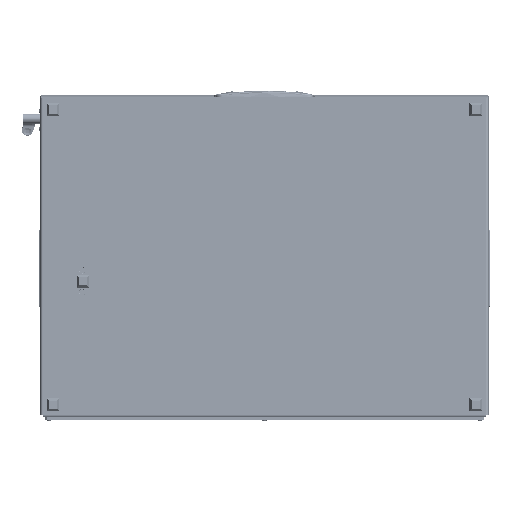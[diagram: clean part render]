
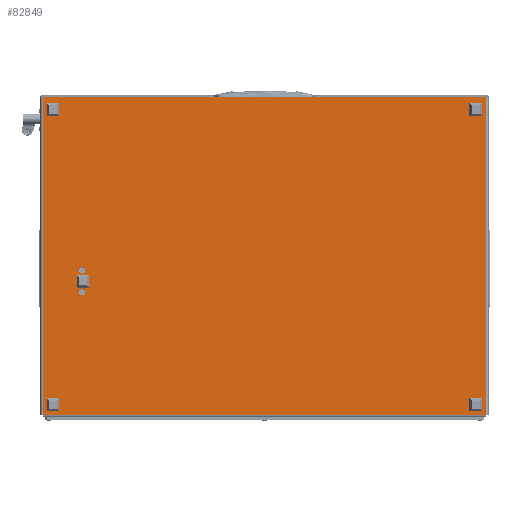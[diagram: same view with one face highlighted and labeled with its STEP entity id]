
A CAD part, front view. The second image highlights one B-rep face of the part: STEP entity #82849.
In plain terms, the highlighted face is planar.
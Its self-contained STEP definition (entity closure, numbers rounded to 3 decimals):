
#2155 = DIRECTION ( 'NONE',  ( 0., 0., -1. ) ) ;
#2984 = LINE ( 'NONE', #15781, #55771 ) ;
#7329 = DIRECTION ( 'NONE',  ( 0., 1., 0. ) ) ;
#8820 = VERTEX_POINT ( 'NONE', #48906 ) ;
#9069 = LINE ( 'NONE', #69578, #32279 ) ;
#9345 = CARTESIAN_POINT ( 'NONE',  ( 0., -2., 0. ) ) ;
#12389 = ORIENTED_EDGE ( 'NONE', *, *, #75554, .T. ) ;
#14378 = DIRECTION ( 'NONE',  ( 0., 0., -1. ) ) ;
#14392 = EDGE_CURVE ( 'NONE', #30047, #86444, #80883, .T. ) ;
#14656 = CARTESIAN_POINT ( 'NONE',  ( 315.2, 645., 0. ) ) ;
#15044 = ORIENTED_EDGE ( 'NONE', *, *, #123164, .T. ) ;
#15632 = LINE ( 'NONE', #9345, #101026 ) ;
#15781 = CARTESIAN_POINT ( 'NONE',  ( 0., -4., 0. ) ) ;
#15807 = VECTOR ( 'NONE', #30128, 1000. ) ;
#16698 = EDGE_LOOP ( 'NONE', ( #70087, #36138, #15044, #22497, #124127, #115911, #12389, #34936 ) ) ;
#16712 = CARTESIAN_POINT ( 'NONE',  ( 0., 710., 0. ) ) ;
#17252 = CARTESIAN_POINT ( 'NONE',  ( 0., -4., 0. ) ) ;
#17708 = AXIS2_PLACEMENT_3D ( 'NONE', #51184, #2155, #120482 ) ;
#20394 = VERTEX_POINT ( 'NONE', #62186 ) ;
#21353 = CARTESIAN_POINT ( 'NONE',  ( -2., -2., 0. ) ) ;
#22497 = ORIENTED_EDGE ( 'NONE', *, *, #49922, .T. ) ;
#23767 = VERTEX_POINT ( 'NONE', #73925 ) ;
#24057 = CARTESIAN_POINT ( 'NONE',  ( -2., 710., 0. ) ) ;
#24059 = DIRECTION ( 'NONE',  ( -1., 0., 0. ) ) ;
#25314 = CARTESIAN_POINT ( 'NONE',  ( 0., 708., 0. ) ) ;
#25712 = DIRECTION ( 'NONE',  ( 0., 1., 0. ) ) ;
#26757 = AXIS2_PLACEMENT_3D ( 'NONE', #92852, #14378, #53866 ) ;
#27587 = DIRECTION ( 'NONE',  ( 0., 0., -1. ) ) ;
#27979 = DIRECTION ( 'NONE',  ( -1., 0., 0. ) ) ;
#28687 = CARTESIAN_POINT ( 'NONE',  ( 304.8, 645., 0. ) ) ;
#29999 = CARTESIAN_POINT ( 'NONE',  ( 280.2, 645., 0. ) ) ;
#30047 = VERTEX_POINT ( 'NONE', #14656 ) ;
#30128 = DIRECTION ( 'NONE',  ( 1., 0., 0. ) ) ;
#32279 = VECTOR ( 'NONE', #128492, 1000. ) ;
#33277 = CARTESIAN_POINT ( 'NONE',  ( 0., -2., 0. ) ) ;
#34936 = ORIENTED_EDGE ( 'NONE', *, *, #92579, .F. ) ;
#35392 = AXIS2_PLACEMENT_3D ( 'NONE', #83546, #104739, #24059 ) ;
#35616 = FACE_BOUND ( 'NONE', #126556, .T. ) ;
#36138 = ORIENTED_EDGE ( 'NONE', *, *, #115035, .T. ) ;
#40368 = FACE_OUTER_BOUND ( 'NONE', #16698, .T. ) ;
#41351 = ORIENTED_EDGE ( 'NONE', *, *, #81298, .F. ) ;
#42639 = AXIS2_PLACEMENT_3D ( 'NONE', #126040, #27587, #66694 ) ;
#48886 = DIRECTION ( 'NONE',  ( 0., 1., 0. ) ) ;
#48906 = CARTESIAN_POINT ( 'NONE',  ( 0., 0., 0. ) ) ;
#49922 = EDGE_CURVE ( 'NONE', #81495, #20394, #61954, .T. ) ;
#51184 = CARTESIAN_POINT ( 'NONE',  ( 275., 645., 0. ) ) ;
#51423 = CARTESIAN_POINT ( 'NONE',  ( 0., 0., 0. ) ) ;
#53645 = PLANE ( 'NONE',  #35392 ) ;
#53866 = DIRECTION ( 'NONE',  ( -1., 0., 0. ) ) ;
#53975 = DIRECTION ( 'NONE',  ( -1., 0., 0. ) ) ;
#55771 = VECTOR ( 'NONE', #25712, 1000. ) ;
#56016 = LINE ( 'NONE', #25314, #105643 ) ;
#57517 = VERTEX_POINT ( 'NONE', #33277 ) ;
#58302 = ORIENTED_EDGE ( 'NONE', *, *, #122231, .F. ) ;
#61323 = CARTESIAN_POINT ( 'NONE',  ( 506., 0., 0. ) ) ;
#61954 = LINE ( 'NONE', #16712, #85273 ) ;
#62186 = CARTESIAN_POINT ( 'NONE',  ( 0., 710., 0. ) ) ;
#63659 = VECTOR ( 'NONE', #48886, 1000. ) ;
#65709 = DIRECTION ( 'NONE',  ( -1., 0., 0. ) ) ;
#66456 = VECTOR ( 'NONE', #7329, 1000. ) ;
#66694 = DIRECTION ( 'NONE',  ( -1., 0., 0. ) ) ;
#69578 = CARTESIAN_POINT ( 'NONE',  ( 506., 708., 0. ) ) ;
#70087 = ORIENTED_EDGE ( 'NONE', *, *, #94518, .F. ) ;
#70136 = CIRCLE ( 'NONE', #26757, 5.2 ) ;
#72607 = CARTESIAN_POINT ( 'NONE',  ( 310., 645., 0. ) ) ;
#73910 = DIRECTION ( 'NONE',  ( 0., 0., -1. ) ) ;
#73925 = CARTESIAN_POINT ( 'NONE',  ( 0., 708., 0. ) ) ;
#75554 = EDGE_CURVE ( 'NONE', #102156, #103337, #9069, .T. ) ;
#77508 = EDGE_LOOP ( 'NONE', ( #41351, #107774 ) ) ;
#78605 = CARTESIAN_POINT ( 'NONE',  ( 506., 708., 0. ) ) ;
#80883 = CIRCLE ( 'NONE', #91255, 5.2 ) ;
#81298 = EDGE_CURVE ( 'NONE', #86444, #30047, #83156, .T. ) ;
#81495 = VERTEX_POINT ( 'NONE', #24057 ) ;
#81877 = EDGE_CURVE ( 'NONE', #94880, #98228, #127519, .T. ) ;
#82006 = LINE ( 'NONE', #17252, #66456 ) ;
#82849 = ADVANCED_FACE ( 'NONE', ( #35616, #94612, #40368 ), #53645, .T. ) ;
#83156 = CIRCLE ( 'NONE', #42639, 5.2 ) ;
#83546 = CARTESIAN_POINT ( 'NONE',  ( 0., 708., 0. ) ) ;
#85273 = VECTOR ( 'NONE', #94847, 1000. ) ;
#86444 = VERTEX_POINT ( 'NONE', #28687 ) ;
#87564 = EDGE_CURVE ( 'NONE', #102156, #23767, #56016, .T. ) ;
#88692 = EDGE_CURVE ( 'NONE', #23767, #20394, #82006, .T. ) ;
#91255 = AXIS2_PLACEMENT_3D ( 'NONE', #72607, #73910, #53975 ) ;
#92579 = EDGE_CURVE ( 'NONE', #8820, #103337, #96608, .T. ) ;
#92852 = CARTESIAN_POINT ( 'NONE',  ( 275., 645., 0. ) ) ;
#94518 = EDGE_CURVE ( 'NONE', #57517, #8820, #2984, .T. ) ;
#94612 = FACE_BOUND ( 'NONE', #77508, .T. ) ;
#94847 = DIRECTION ( 'NONE',  ( 1., 0., 0. ) ) ;
#94880 = VERTEX_POINT ( 'NONE', #29999 ) ;
#96608 = LINE ( 'NONE', #51423, #15807 ) ;
#97994 = VERTEX_POINT ( 'NONE', #21353 ) ;
#98228 = VERTEX_POINT ( 'NONE', #101046 ) ;
#101026 = VECTOR ( 'NONE', #27979, 1000. ) ;
#101046 = CARTESIAN_POINT ( 'NONE',  ( 269.8, 645., 0. ) ) ;
#102156 = VERTEX_POINT ( 'NONE', #78605 ) ;
#103337 = VERTEX_POINT ( 'NONE', #61323 ) ;
#104739 = DIRECTION ( 'NONE',  ( 0., 0., -1. ) ) ;
#105643 = VECTOR ( 'NONE', #65709, 1000. ) ;
#107774 = ORIENTED_EDGE ( 'NONE', *, *, #14392, .F. ) ;
#108244 = CARTESIAN_POINT ( 'NONE',  ( -2., -4., 0. ) ) ;
#115035 = EDGE_CURVE ( 'NONE', #57517, #97994, #15632, .T. ) ;
#115911 = ORIENTED_EDGE ( 'NONE', *, *, #87564, .F. ) ;
#120482 = DIRECTION ( 'NONE',  ( -1., 0., 0. ) ) ;
#122231 = EDGE_CURVE ( 'NONE', #98228, #94880, #70136, .T. ) ;
#122577 = LINE ( 'NONE', #108244, #63659 ) ;
#123164 = EDGE_CURVE ( 'NONE', #97994, #81495, #122577, .T. ) ;
#123611 = ORIENTED_EDGE ( 'NONE', *, *, #81877, .F. ) ;
#124127 = ORIENTED_EDGE ( 'NONE', *, *, #88692, .F. ) ;
#126040 = CARTESIAN_POINT ( 'NONE',  ( 310., 645., 0. ) ) ;
#126556 = EDGE_LOOP ( 'NONE', ( #58302, #123611 ) ) ;
#127519 = CIRCLE ( 'NONE', #17708, 5.2 ) ;
#128492 = DIRECTION ( 'NONE',  ( 0., -1., 0. ) ) ;
